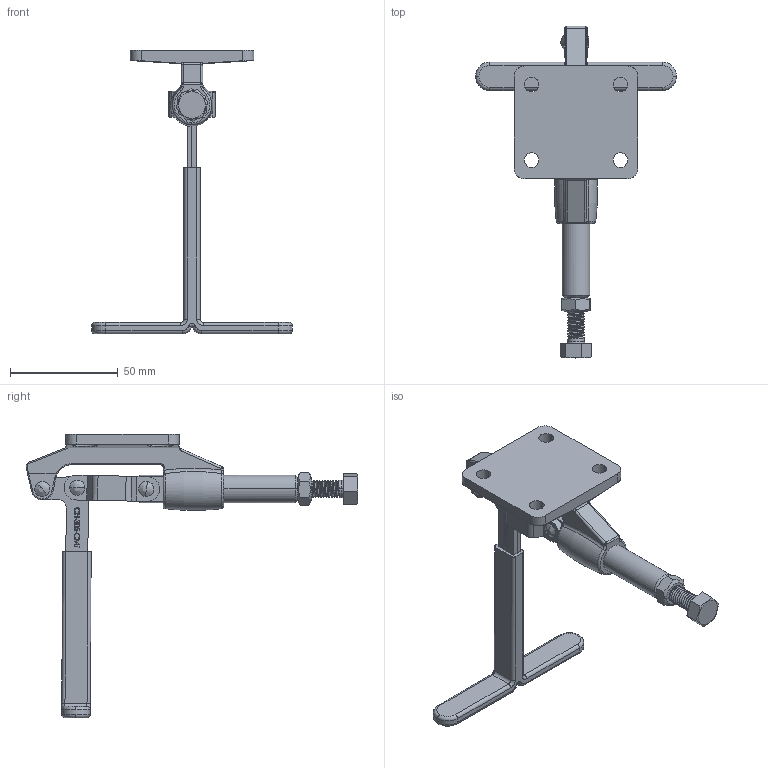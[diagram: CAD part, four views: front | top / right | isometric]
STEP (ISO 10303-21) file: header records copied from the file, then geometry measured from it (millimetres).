
FILE_DESCRIPTION (( 'STEP AP203' ), '1' );
FILE_NAME ('CH-305-CMT.STEP', '2017-11-27T11:44:03', ( 'Windows' ), ( 'Microsoft' ), 'SwSTEP 2.0', 'SolidWorks 2015', '' );
FILE_SCHEMA (( 'CONFIG_CONTROL_DESIGN' ));
Length unit declared in the file: millimetre
Products named in the file (9): CH-304-04 CONNECTING-PLATE; CH-304-CM-02 CREST STALK; CH-SA-085012 SPINDLE SUPPLIED; CH-305-CMT; CH-304-CM-01 BASE; M8 Nut; CH-305-CMT T-HANDLE; 305-CMT-05; CH-304-05
Assembly tree (11 placements, depth 2):
  CH-305-CMT
    CH-304-CM-01 BASE
    M8 Nut
    CH-305-CMT T-HANDLE
    305-CMT-05
    CH-304-05  x3
    CH-304-04 CONNECTING-PLATE  x2
    CH-304-CM-02 CREST STALK
    CH-SA-085012 SPINDLE SUPPLIED
Bounding box: 93 x 153.74 x 131.38 mm (x, y, z)
Volume: 57504.6 mm3; surface area: 42740.7 mm2
Topology: 12 solids, 12 shells, 850 faces, 2298 edges, 1490 vertices
Faces by surface type: cylinder 302, plane 270, bspline 208, torus 43, cone 25, sphere 2
Entity records: 40870 total; most frequent: CARTESIAN_POINT 21775, ORIENTED_EDGE 4348, DIRECTION 2951, EDGE_CURVE 2174, VERTEX_POINT 1422, VECTOR 1073, LINE 1073, AXIS2_PLACEMENT_3D 939
